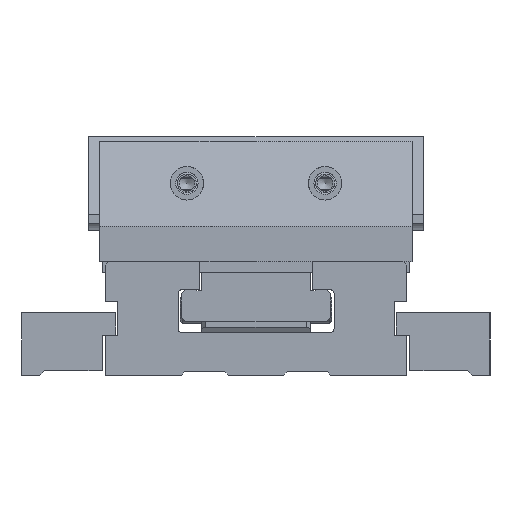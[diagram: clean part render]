
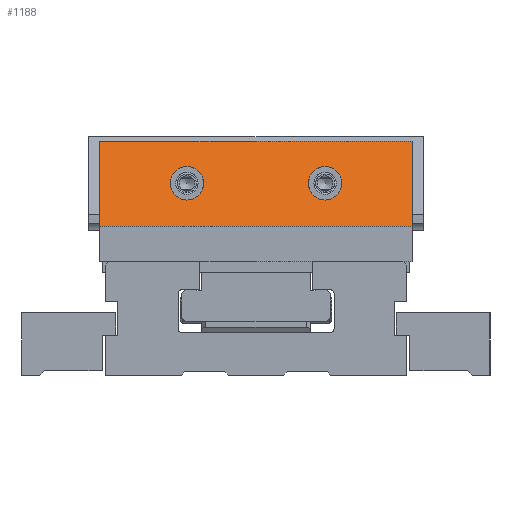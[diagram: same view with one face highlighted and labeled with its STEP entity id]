
A CAD part, left-side view. The second image highlights one B-rep face of the part: STEP entity #1188.
In plain terms, the highlighted planar face has unit normal (-0.924, 0, 0.383).
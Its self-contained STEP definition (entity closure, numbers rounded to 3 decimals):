
#785=FACE_BOUND('',#2381,.T.);
#786=FACE_BOUND('',#2382,.T.);
#787=FACE_BOUND('',#2383,.T.);
#949=ELLIPSE('',#8466,8.118,7.5);
#950=ELLIPSE('',#8472,8.118,7.5);
#1188=ADVANCED_FACE('',(#785,#786,#787),#1554,.F.);
#1554=PLANE('',#8474);
#2381=EDGE_LOOP('',(#3538,#3539,#3540,#3541));
#2382=EDGE_LOOP('',(#3542));
#2383=EDGE_LOOP('',(#3543));
#3538=ORIENTED_EDGE('',*,*,#5985,.F.);
#3539=ORIENTED_EDGE('',*,*,#5975,.F.);
#3540=ORIENTED_EDGE('',*,*,#5998,.F.);
#3541=ORIENTED_EDGE('',*,*,#6004,.F.);
#3542=ORIENTED_EDGE('',*,*,#6023,.T.);
#3543=ORIENTED_EDGE('',*,*,#6026,.F.);
#5122=VERTEX_POINT('',#12331);
#5123=VERTEX_POINT('',#12333);
#5132=VERTEX_POINT('',#12353);
#5141=VERTEX_POINT('',#12375);
#5156=VERTEX_POINT('',#12427);
#5159=VERTEX_POINT('',#12436);
#5975=EDGE_CURVE('',#5122,#5123,#6866,.T.);
#5985=EDGE_CURVE('',#5123,#5132,#6875,.T.);
#5998=EDGE_CURVE('',#5141,#5122,#6887,.T.);
#6004=EDGE_CURVE('',#5132,#5141,#6893,.T.);
#6023=EDGE_CURVE('',#5156,#5156,#949,.T.);
#6026=EDGE_CURVE('',#5159,#5159,#950,.T.);
#6866=LINE('',#12332,#7604);
#6875=LINE('',#12352,#7613);
#6887=LINE('',#12376,#7625);
#6893=LINE('',#12387,#7631);
#7604=VECTOR('',#9703,1.);
#7613=VECTOR('',#9716,1.);
#7625=VECTOR('',#9732,1.);
#7631=VECTOR('',#9742,1.);
#8466=AXIS2_PLACEMENT_3D('',#12426,#9789,#9790);
#8472=AXIS2_PLACEMENT_3D('',#12435,#9801,#9802);
#8474=AXIS2_PLACEMENT_3D('',#12438,#9805,#9806);
#9703=DIRECTION('',(0.,-1.,0.));
#9716=DIRECTION('',(-0.383,0.,-0.924));
#9732=DIRECTION('',(0.383,0.,0.924));
#9742=DIRECTION('',(0.,1.,0.));
#9789=DIRECTION('',(0.924,0.,-0.383));
#9790=DIRECTION('',(0.383,0.,0.924));
#9801=DIRECTION('',(-0.924,0.,0.383));
#9802=DIRECTION('',(0.383,0.,0.924));
#9805=DIRECTION('',(0.924,0.,-0.383));
#9806=DIRECTION('',(-0.383,0.,-0.924));
#12331=CARTESIAN_POINT('',(15.823,137.5,105.4));
#12332=CARTESIAN_POINT('',(15.823,67.5,105.4));
#12333=CARTESIAN_POINT('',(15.823,-2.5,105.4));
#12352=CARTESIAN_POINT('',(8.439,-2.5,87.573));
#12353=CARTESIAN_POINT('',(0.,-2.5,67.2));
#12375=CARTESIAN_POINT('',(0.,137.5,67.2));
#12376=CARTESIAN_POINT('',(8.439,137.5,87.573));
#12387=CARTESIAN_POINT('',(0.,67.5,67.2));
#12426=CARTESIAN_POINT('',(7.994,36.5,86.5));
#12427=CARTESIAN_POINT('',(11.101,36.5,94.));
#12435=CARTESIAN_POINT('',(7.994,98.5,86.5));
#12436=CARTESIAN_POINT('',(11.101,98.5,94.));
#12438=CARTESIAN_POINT('',(0.,67.5,67.2));
